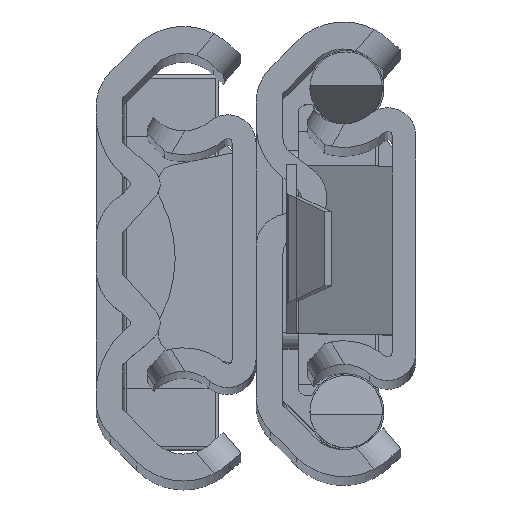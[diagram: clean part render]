
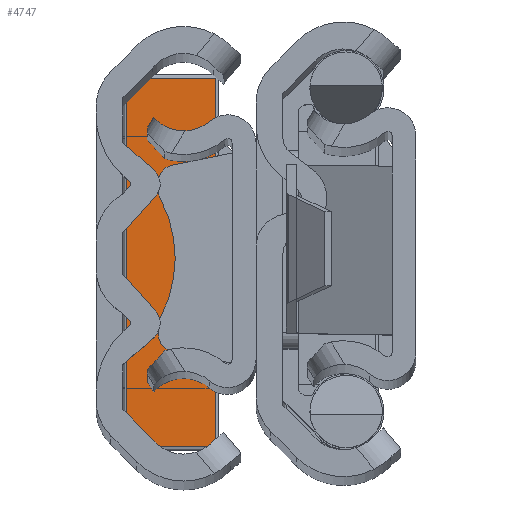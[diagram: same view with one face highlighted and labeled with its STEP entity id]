
A CAD part, top view. The second image highlights one B-rep face of the part: STEP entity #4747.
In plain terms, the highlighted planar face has unit normal (0, 0, 1).
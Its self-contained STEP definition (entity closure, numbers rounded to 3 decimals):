
#444 = EDGE_CURVE ( 'NONE', #6816, #7519, #9500, .T. ) ;
#471 = ORIENTED_EDGE ( 'NONE', *, *, #10795, .T. ) ;
#759 = ORIENTED_EDGE ( 'NONE', *, *, #6205, .T. ) ;
#831 = CARTESIAN_POINT ( 'NONE',  ( -10.95, 5.7, 3.25 ) ) ;
#882 = DIRECTION ( 'NONE',  ( -1., 0., 0. ) ) ;
#1252 = CARTESIAN_POINT ( 'NONE',  ( 10.95, 5.7, 3.25 ) ) ;
#1266 = VECTOR ( 'NONE', #11360, 1000. ) ;
#1743 = LINE ( 'NONE', #831, #8148 ) ;
#2030 = CARTESIAN_POINT ( 'NONE',  ( -11.15, 5.7, 3.25 ) ) ;
#3115 = VERTEX_POINT ( 'NONE', #6155 ) ;
#3341 = CARTESIAN_POINT ( 'NONE',  ( -10.95, 5.5, 3.25 ) ) ;
#4540 = DIRECTION ( 'NONE',  ( 0., -1., 0. ) ) ;
#4641 = CARTESIAN_POINT ( 'NONE',  ( -11.15, 5.5, 3.25 ) ) ;
#4657 = DIRECTION ( 'NONE',  ( 0., 0., -1. ) ) ;
#4747 = ADVANCED_FACE ( 'NONE', ( #7467 ), #10383, .F. ) ;
#5047 = CARTESIAN_POINT ( 'NONE',  ( -11.15, 0.2, 3.25 ) ) ;
#5565 = CARTESIAN_POINT ( 'NONE',  ( 10.95, 0.2, 3.25 ) ) ;
#5793 = AXIS2_PLACEMENT_3D ( 'NONE', #2030, #4657, #882 ) ;
#5977 = CARTESIAN_POINT ( 'NONE',  ( -10.95, 0.2, 3.25 ) ) ;
#6026 = DIRECTION ( 'NONE',  ( 1., 0., 0. ) ) ;
#6098 = VECTOR ( 'NONE', #6026, 1000. ) ;
#6155 = CARTESIAN_POINT ( 'NONE',  ( 10.95, 5.5, 3.25 ) ) ;
#6205 = EDGE_CURVE ( 'NONE', #3115, #11801, #7450, .T. ) ;
#6414 = DIRECTION ( 'NONE',  ( -1., 0., 0. ) ) ;
#6816 = VERTEX_POINT ( 'NONE', #5977 ) ;
#7450 = LINE ( 'NONE', #4641, #9378 ) ;
#7467 = FACE_OUTER_BOUND ( 'NONE', #8308, .T. ) ;
#7519 = VERTEX_POINT ( 'NONE', #5565 ) ;
#8148 = VECTOR ( 'NONE', #4540, 1000. ) ;
#8308 = EDGE_LOOP ( 'NONE', ( #759, #11843, #8880, #471 ) ) ;
#8794 = EDGE_CURVE ( 'NONE', #11801, #6816, #1743, .T. ) ;
#8880 = ORIENTED_EDGE ( 'NONE', *, *, #444, .T. ) ;
#9378 = VECTOR ( 'NONE', #6414, 1000. ) ;
#9500 = LINE ( 'NONE', #5047, #6098 ) ;
#10383 = PLANE ( 'NONE',  #5793 ) ;
#10795 = EDGE_CURVE ( 'NONE', #7519, #3115, #11297, .T. ) ;
#11297 = LINE ( 'NONE', #1252, #1266 ) ;
#11360 = DIRECTION ( 'NONE',  ( 0., 1., 0. ) ) ;
#11801 = VERTEX_POINT ( 'NONE', #3341 ) ;
#11843 = ORIENTED_EDGE ( 'NONE', *, *, #8794, .T. ) ;
